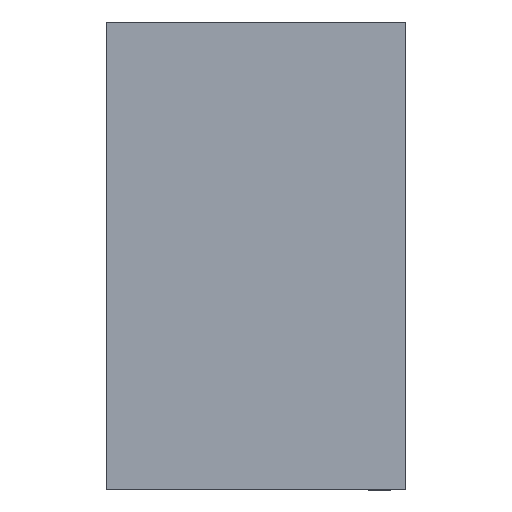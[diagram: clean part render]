
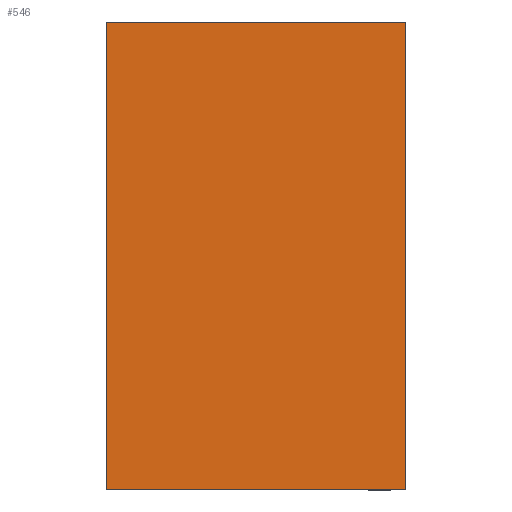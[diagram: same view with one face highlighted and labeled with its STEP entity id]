
A CAD part, left-side view. The second image highlights one B-rep face of the part: STEP entity #546.
In plain terms, the highlighted planar face has unit normal (-1, 0, 0).
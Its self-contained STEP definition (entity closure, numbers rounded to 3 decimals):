
#25 = CARTESIAN_POINT ( 'NONE',  ( -1., 0., 0.625 ) ) ;
#48 = AXIS2_PLACEMENT_3D ( 'NONE', #25, #826, #676 ) ;
#70 = CARTESIAN_POINT ( 'NONE',  ( -1., 0., 0.625 ) ) ;
#81 = VECTOR ( 'NONE', #455, 1000. ) ;
#84 = DIRECTION ( 'NONE',  ( 0., -1., 0. ) ) ;
#113 = DIRECTION ( 'NONE',  ( 0., 0., -1. ) ) ;
#143 = VERTEX_POINT ( 'NONE', #70 ) ;
#159 = ORIENTED_EDGE ( 'NONE', *, *, #912, .F. ) ;
#166 = LINE ( 'NONE', #414, #906 ) ;
#178 = CARTESIAN_POINT ( 'NONE',  ( -1., 0.8, 0.625 ) ) ;
#217 = CARTESIAN_POINT ( 'NONE',  ( -1., 0.8, -0.625 ) ) ;
#268 = FACE_OUTER_BOUND ( 'NONE', #695, .T. ) ;
#284 = VERTEX_POINT ( 'NONE', #217 ) ;
#338 = VECTOR ( 'NONE', #113, 1000. ) ;
#414 = CARTESIAN_POINT ( 'NONE',  ( -1., 0., 0.625 ) ) ;
#455 = DIRECTION ( 'NONE',  ( 0., 0., -1. ) ) ;
#491 = VERTEX_POINT ( 'NONE', #178 ) ;
#517 = EDGE_CURVE ( 'NONE', #284, #683, #864, .T. ) ;
#546 = ADVANCED_FACE ( 'NONE', ( #268 ), #819, .F. ) ;
#566 = CARTESIAN_POINT ( 'NONE',  ( -1., 0., 0.625 ) ) ;
#587 = DIRECTION ( 'NONE',  ( 0., -1., 0. ) ) ;
#624 = LINE ( 'NONE', #566, #338 ) ;
#642 = ORIENTED_EDGE ( 'NONE', *, *, #686, .F. ) ;
#663 = ORIENTED_EDGE ( 'NONE', *, *, #807, .T. ) ;
#668 = ORIENTED_EDGE ( 'NONE', *, *, #517, .T. ) ;
#676 = DIRECTION ( 'NONE',  ( 0., 0., -1. ) ) ;
#683 = VERTEX_POINT ( 'NONE', #870 ) ;
#686 = EDGE_CURVE ( 'NONE', #491, #143, #166, .T. ) ;
#687 = VECTOR ( 'NONE', #84, 1000. ) ;
#695 = EDGE_LOOP ( 'NONE', ( #668, #159, #642, #663 ) ) ;
#807 = EDGE_CURVE ( 'NONE', #491, #284, #881, .T. ) ;
#819 = PLANE ( 'NONE',  #48 ) ;
#826 = DIRECTION ( 'NONE',  ( 1., 0., 0. ) ) ;
#829 = CARTESIAN_POINT ( 'NONE',  ( -1., 0., -0.625 ) ) ;
#861 = CARTESIAN_POINT ( 'NONE',  ( -1., 0.8, 0.625 ) ) ;
#864 = LINE ( 'NONE', #829, #687 ) ;
#870 = CARTESIAN_POINT ( 'NONE',  ( -1., 0., -0.625 ) ) ;
#881 = LINE ( 'NONE', #861, #81 ) ;
#906 = VECTOR ( 'NONE', #587, 1000. ) ;
#912 = EDGE_CURVE ( 'NONE', #143, #683, #624, .T. ) ;
